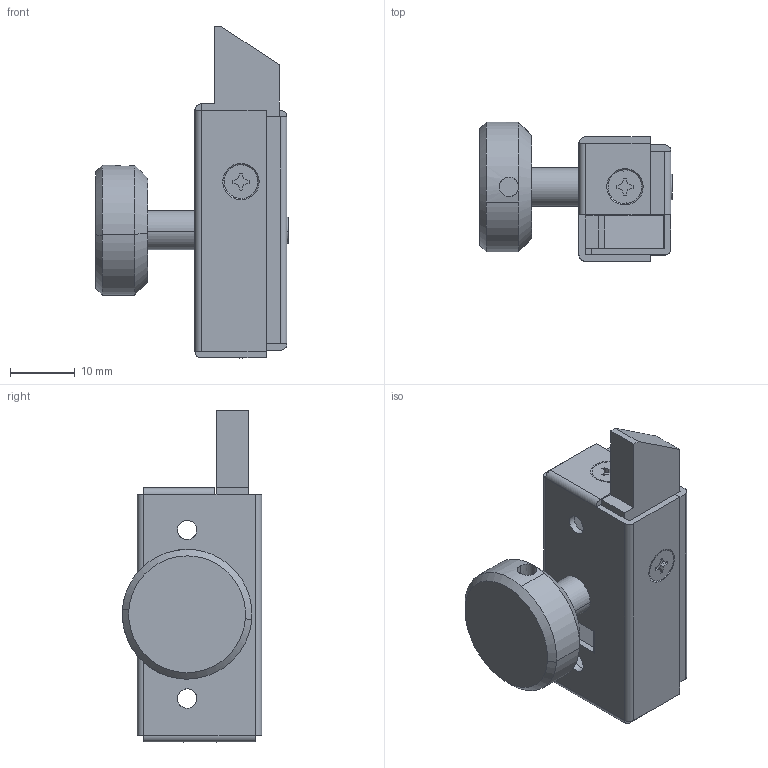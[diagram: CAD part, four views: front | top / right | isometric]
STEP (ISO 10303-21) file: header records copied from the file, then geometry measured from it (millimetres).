
FILE_DESCRIPTION((''),'2;1');
FILE_NAME('','2005-07-15T15:22:46',(''),(''),'','CADfix','');
FILE_SCHEMA(('AUTOMOTIVE_DESIGN'));
Length unit declared in the file: millimetre
Products named in the file (6): screw; latch; knob; housing; base; TL_223_27889_36
Assembly tree (8 placements, depth 2):
  TL_223_27889_36
    screw  x4
    latch
    knob
    housing
    base
Bounding box: 29.7 x 21.49 x 51.2 mm (x, y, z)
Volume: 8775.7 mm3; surface area: 10428.9 mm2
Topology: 8 solids, 8 shells, 226 faces, 677 edges, 474 vertices
Faces by surface type: bspline 226
Entity records: 5547 total; most frequent: CARTESIAN_POINT 2732, ORIENTED_EDGE 932, EDGE_CURVE 466, VERTEX_POINT 330, QUASI_UNIFORM_CURVE 273, EDGE_LOOP 186, FACE_OUTER_BOUND 150, ADVANCED_FACE 150
